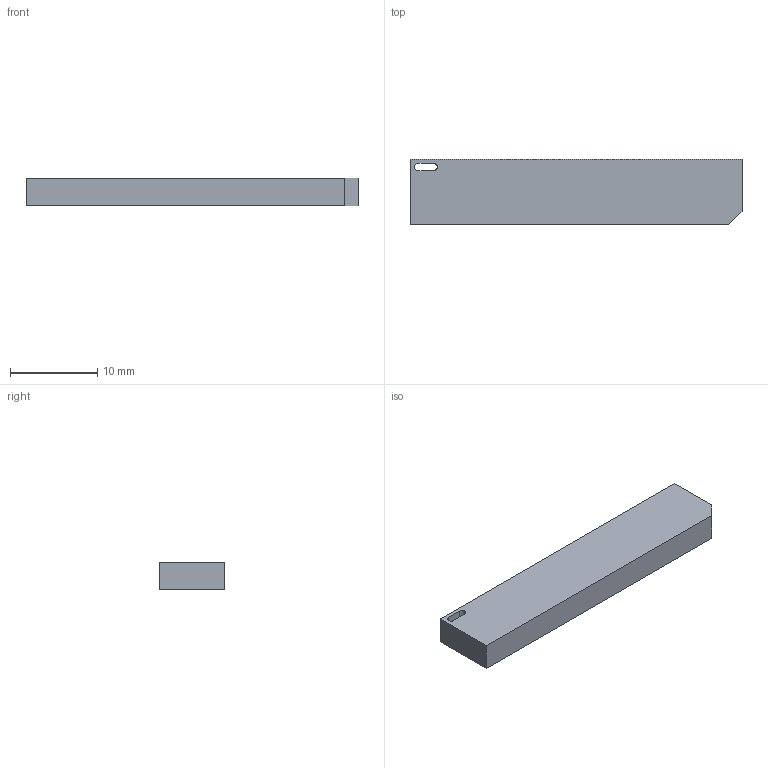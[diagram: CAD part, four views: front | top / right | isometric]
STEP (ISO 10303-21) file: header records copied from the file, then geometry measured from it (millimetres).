
FILE_DESCRIPTION((''),'2;1');
FILE_NAME('C-2108784-2','2020-06-17T13:16:39',('workeradm'),('TE Connectivity Ltd.'),'CREO PARAMETRIC BY PTC INC, 2019292','CREO PARAMETRIC BY PTC INC, 2019292','');
FILE_SCHEMA(('AUTOMOTIVE_DESIGN { 1 0 10303 214 1 1 1 1 }'));
Length unit declared in the file: millimetre
Products named in the file (1): C-2108784-2
Bounding box: 38 x 7.5 x 3.2 mm (x, y, z)
Volume: 901.8 mm3; surface area: 871.9 mm2
Topology: 1 solids, 1 shells, 11 faces, 27 edges, 18 vertices
Faces by surface type: plane 9, cylinder 2
Entity records: 505 total; most frequent: COLOUR_RGB 126, CARTESIAN_POINT 58, ORIENTED_EDGE 54, DIRECTION 53, EDGE_CURVE 27, VECTOR 23, LINE 23, VERTEX_POINT 18
